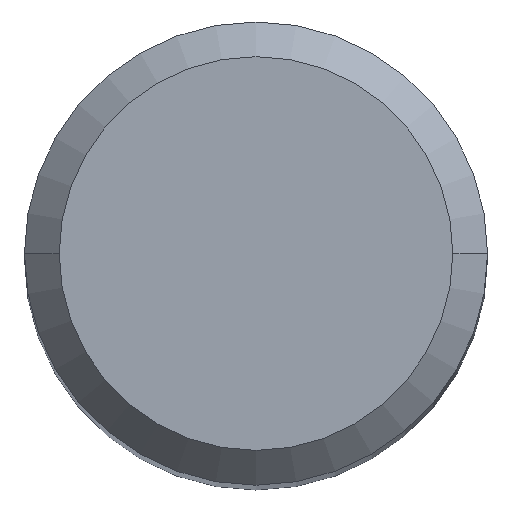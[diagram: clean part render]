
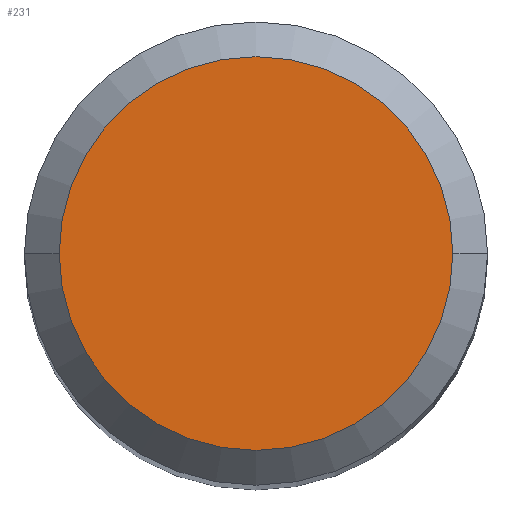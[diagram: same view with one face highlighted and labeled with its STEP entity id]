
A CAD part, top view. The second image highlights one B-rep face of the part: STEP entity #231.
In plain terms, the highlighted planar face has unit normal (0, 0, 1).
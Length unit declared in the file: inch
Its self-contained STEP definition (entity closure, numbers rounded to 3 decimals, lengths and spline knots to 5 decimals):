
#19 = ORIENTED_EDGE ( 'NONE', *, *, #147, .T. ) ;
#82 = DIRECTION ( 'NONE',  ( 1., 0., 0. ) ) ;
#85 = CARTESIAN_POINT ( 'NONE',  ( 0.10039, 0., 0. ) ) ;
#88 = FACE_OUTER_BOUND ( 'NONE', #345, .T. ) ;
#124 = PLANE ( 'NONE',  #426 ) ;
#147 = EDGE_CURVE ( 'NONE', #472, #173, #277, .T. ) ;
#159 = CARTESIAN_POINT ( 'NONE',  ( 0., 0., 0. ) ) ;
#160 = EDGE_CURVE ( 'NONE', #173, #472, #250, .T. ) ;
#173 = VERTEX_POINT ( 'NONE', #85 ) ;
#231 = ADVANCED_FACE ( 'NONE', ( #88 ), #124, .F. ) ;
#236 = DIRECTION ( 'NONE',  ( 0., 0., -1. ) ) ;
#241 = AXIS2_PLACEMENT_3D ( 'NONE', #159, #269, #341 ) ;
#250 = CIRCLE ( 'NONE', #241, 0.10039 ) ;
#269 = DIRECTION ( 'NONE',  ( 0., 0., 1. ) ) ;
#277 = CIRCLE ( 'NONE', #346, 0.10039 ) ;
#341 = DIRECTION ( 'NONE',  ( 1., 0., 0. ) ) ;
#345 = EDGE_LOOP ( 'NONE', ( #19, #390 ) ) ;
#346 = AXIS2_PLACEMENT_3D ( 'NONE', #464, #348, #82 ) ;
#348 = DIRECTION ( 'NONE',  ( 0., 0., 1. ) ) ;
#352 = CARTESIAN_POINT ( 'NONE',  ( 0., 0., 0. ) ) ;
#390 = ORIENTED_EDGE ( 'NONE', *, *, #160, .T. ) ;
#426 = AXIS2_PLACEMENT_3D ( 'NONE', #352, #236, #481 ) ;
#464 = CARTESIAN_POINT ( 'NONE',  ( 0., 0., 0. ) ) ;
#472 = VERTEX_POINT ( 'NONE', #478 ) ;
#478 = CARTESIAN_POINT ( 'NONE',  ( -0.10039, 0., 0. ) ) ;
#481 = DIRECTION ( 'NONE',  ( -1., 0., 0. ) ) ;
